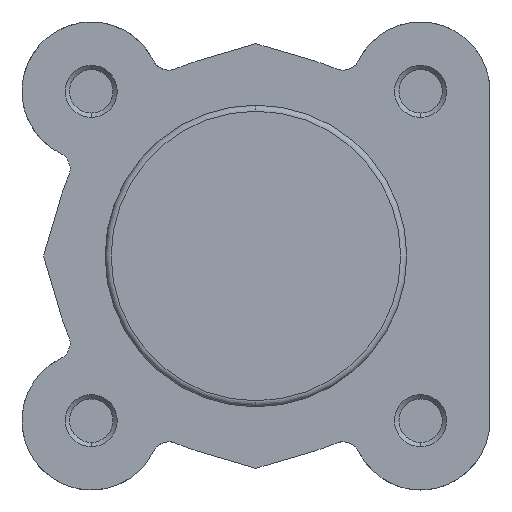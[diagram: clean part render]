
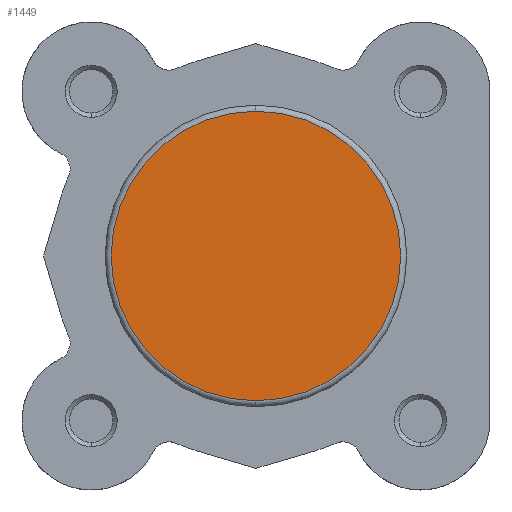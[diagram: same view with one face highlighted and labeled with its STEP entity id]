
A CAD part, left-side view. The second image highlights one B-rep face of the part: STEP entity #1449.
In plain terms, the highlighted planar face has unit normal (-1, 0, 0).
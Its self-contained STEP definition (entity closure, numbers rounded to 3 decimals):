
#475 = ORIENTED_EDGE ( 'NONE', *, *, #6106, .T. ) ;
#476 = ORIENTED_EDGE ( 'NONE', *, *, #5986, .T. ) ;
#1233 = EDGE_LOOP ( 'NONE', ( #475, #476 ) ) ;
#1449 = ADVANCED_FACE ( 'NONE', ( #5606 ), #4606, .T. ) ;
#1889 = CIRCLE ( 'NONE', #6622, 16.7 ) ;
#2075 = CIRCLE ( 'NONE', #6678, 16.7 ) ;
#2768 = CARTESIAN_POINT ( 'NONE',  ( 0., 0., 0. ) ) ;
#2775 = DIRECTION ( 'NONE',  ( -1., 0., 0. ) ) ;
#2776 = DIRECTION ( 'NONE',  ( 0., 0., 1. ) ) ;
#3064 = CARTESIAN_POINT ( 'NONE',  ( 0., 0., 0. ) ) ;
#3070 = DIRECTION ( 'NONE',  ( -1., 0., 0. ) ) ;
#3071 = DIRECTION ( 'NONE',  ( 0., 0., 1. ) ) ;
#4605 = CARTESIAN_POINT ( 'NONE',  ( 0., -17.4, 0. ) ) ;
#4606 = PLANE ( 'NONE',  #6395 ) ;
#4608 = DIRECTION ( 'NONE',  ( -1., 0., 0. ) ) ;
#4609 = DIRECTION ( 'NONE',  ( 0., 0., 1. ) ) ;
#5299 = CARTESIAN_POINT ( 'NONE',  ( 0., 0., -16.7 ) ) ;
#5315 = CARTESIAN_POINT ( 'NONE',  ( 0., 0., 16.7 ) ) ;
#5459 = VERTEX_POINT ( 'NONE', #5299 ) ;
#5475 = VERTEX_POINT ( 'NONE', #5315 ) ;
#5606 = FACE_OUTER_BOUND ( 'NONE', #1233, .T. ) ;
#5986 = EDGE_CURVE ( 'NONE', #5459, #5475, #1889, .T. ) ;
#6106 = EDGE_CURVE ( 'NONE', #5475, #5459, #2075, .T. ) ;
#6395 = AXIS2_PLACEMENT_3D ( 'NONE', #4605, #4608, #4609 ) ;
#6622 = AXIS2_PLACEMENT_3D ( 'NONE', #2768, #2775, #2776 ) ;
#6678 = AXIS2_PLACEMENT_3D ( 'NONE', #3064, #3070, #3071 ) ;
